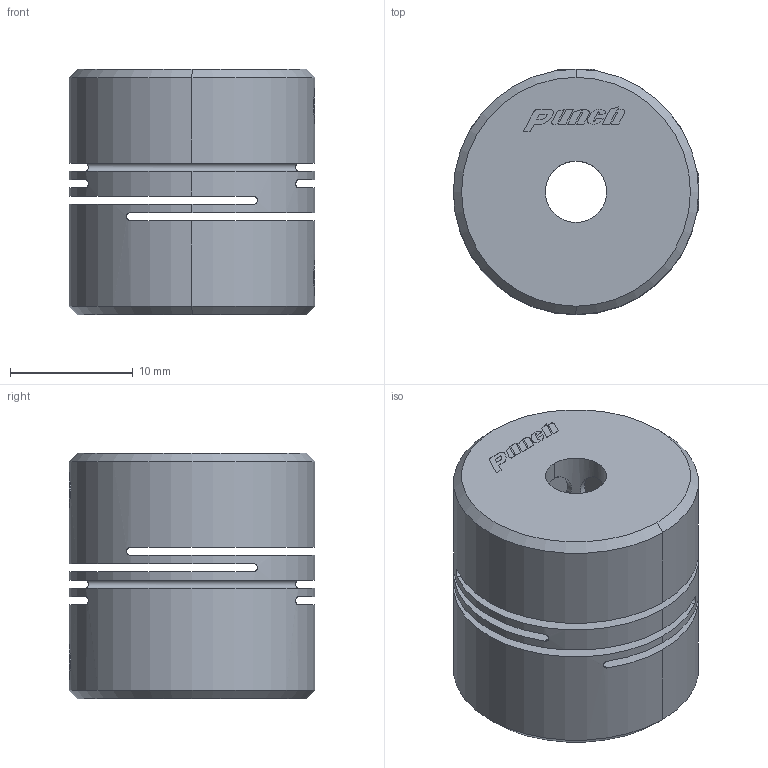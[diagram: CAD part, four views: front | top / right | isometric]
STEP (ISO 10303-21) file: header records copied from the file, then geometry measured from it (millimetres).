
FILE_DESCRIPTION(('STEP AP214'),'1');
FILE_NAME('2469_COST20-5-6.step','2018-08-28T08:05:28',(' '),(' '),'Spatial InterOp 3D',' ',' ');
FILE_SCHEMA(('automotive_design'));
Length unit declared in the file: millimetre
Products named in the file (4): 1; 2; 3; 4
Bounding box: 20 x 20 x 20 mm (x, y, z)
Volume: 5125.5 mm3; surface area: 4307.7 mm2
Topology: 4 solids, 4 shells, 150 faces, 397 edges, 263 vertices
Faces by surface type: plane 90, cylinder 56, cone 4
Entity records: 6388 total; most frequent: CARTESIAN_POINT 1304, ORIENTED_EDGE 794, DIRECTION 774, EDGE_CURVE 397, VERTEX_POINT 263, AXIS2_PLACEMENT_3D 260, LINE 254, VECTOR 254
